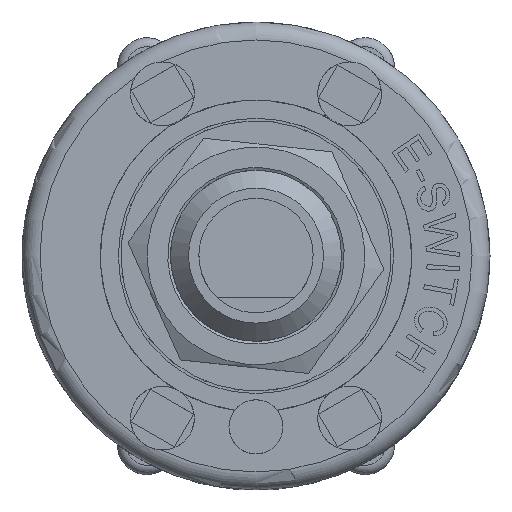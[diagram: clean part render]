
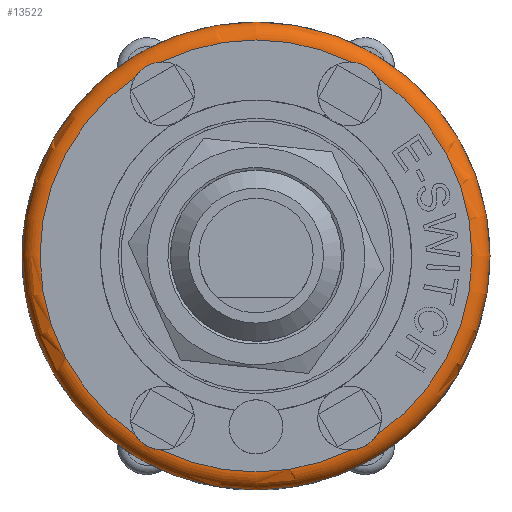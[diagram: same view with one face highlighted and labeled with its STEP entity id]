
A CAD part, top view. The second image highlights one B-rep face of the part: STEP entity #13522.
In plain terms, the highlighted toroidal (fillet/blend) face has major radius 12 mm and minor radius 1 mm.
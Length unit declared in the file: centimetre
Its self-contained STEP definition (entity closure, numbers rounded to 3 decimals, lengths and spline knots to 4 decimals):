
#28=TOROIDAL_SURFACE('',#14208,1.2,0.1);
#657=B_SPLINE_CURVE_WITH_KNOTS('',3,(#23256,#23257,#23258,#23259,#23260,
#23261,#23262,#23263,#23264,#23265,#23266,#23267),.UNSPECIFIED.,.F.,.F.,
(4,2,2,2,2,4),(-0.2692,-0.2446,-0.216,
-0.1921,-0.1645,-0.1357),.UNSPECIFIED.);
#658=B_SPLINE_CURVE_WITH_KNOTS('',3,(#23279,#23280,#23281,#23282,#23283,
#23284,#23285,#23286,#23287,#23288,#23289,#23290),.UNSPECIFIED.,.F.,.F.,
(4,2,2,2,2,4),(-0.2692,-0.2446,-0.216,
-0.1921,-0.1645,-0.1357),.UNSPECIFIED.);
#659=B_SPLINE_CURVE_WITH_KNOTS('',3,(#23307,#23308,#23309,#23310,#23311,
#23312,#23313,#23314,#23315,#23316,#23317,#23318),.UNSPECIFIED.,.F.,.F.,
(4,2,2,2,2,4),(-0.2692,-0.2446,-0.216,
-0.1921,-0.1645,-0.1357),.UNSPECIFIED.);
#660=B_SPLINE_CURVE_WITH_KNOTS('',3,(#23340,#23341,#23342,#23343,#23344,
#23345,#23346,#23347,#23348,#23349,#23350,#23351),.UNSPECIFIED.,.F.,.F.,
(4,2,2,2,2,4),(-0.2692,-0.2446,-0.216,
-0.1921,-0.1645,-0.1357),.UNSPECIFIED.);
#1825=FACE_OUTER_BOUND('',#2626,.T.);
#2626=EDGE_LOOP('',(#12437,#12438,#12439,#12440,#12441,#12442,#12443,#12444,
#12445,#12446,#12447,#12448));
#5661=CIRCLE('',#14161,1.3);
#5688=CIRCLE('',#14209,0.1);
#5689=CIRCLE('',#14210,1.2);
#5690=CIRCLE('',#14211,1.2);
#5691=CIRCLE('',#14212,1.2);
#5692=CIRCLE('',#14213,1.2);
#5693=CIRCLE('',#14214,1.2);
#6896=VERTEX_POINT('',#23218);
#6904=VERTEX_POINT('',#23254);
#6905=VERTEX_POINT('',#23255);
#6908=VERTEX_POINT('',#23277);
#6909=VERTEX_POINT('',#23278);
#6914=VERTEX_POINT('',#23305);
#6915=VERTEX_POINT('',#23306);
#6922=VERTEX_POINT('',#23338);
#6923=VERTEX_POINT('',#23339);
#6926=VERTEX_POINT('',#23361);
#8781=EDGE_CURVE('',#6896,#6896,#5661,.T.);
#8799=EDGE_CURVE('',#6904,#6905,#657,.T.);
#8805=EDGE_CURVE('',#6908,#6909,#658,.T.);
#8813=EDGE_CURVE('',#6914,#6915,#659,.T.);
#8823=EDGE_CURVE('',#6922,#6923,#660,.T.);
#8829=EDGE_CURVE('',#6896,#6926,#5688,.T.);
#8830=EDGE_CURVE('',#6926,#6914,#5689,.T.);
#8831=EDGE_CURVE('',#6915,#6908,#5690,.T.);
#8832=EDGE_CURVE('',#6909,#6904,#5691,.T.);
#8833=EDGE_CURVE('',#6905,#6922,#5692,.T.);
#8834=EDGE_CURVE('',#6923,#6926,#5693,.T.);
#12437=ORIENTED_EDGE('',*,*,#8781,.T.);
#12438=ORIENTED_EDGE('',*,*,#8829,.T.);
#12439=ORIENTED_EDGE('',*,*,#8830,.T.);
#12440=ORIENTED_EDGE('',*,*,#8813,.T.);
#12441=ORIENTED_EDGE('',*,*,#8831,.T.);
#12442=ORIENTED_EDGE('',*,*,#8805,.T.);
#12443=ORIENTED_EDGE('',*,*,#8832,.T.);
#12444=ORIENTED_EDGE('',*,*,#8799,.T.);
#12445=ORIENTED_EDGE('',*,*,#8833,.T.);
#12446=ORIENTED_EDGE('',*,*,#8823,.T.);
#12447=ORIENTED_EDGE('',*,*,#8834,.T.);
#12448=ORIENTED_EDGE('',*,*,#8829,.F.);
#13522=ADVANCED_FACE('',(#1825),#28,.T.);
#14161=AXIS2_PLACEMENT_3D('',#23219,#16802,#16803);
#14208=AXIS2_PLACEMENT_3D('',#23360,#16913,#16914);
#14209=AXIS2_PLACEMENT_3D('',#23362,#16915,#16916);
#14210=AXIS2_PLACEMENT_3D('',#23363,#16917,#16918);
#14211=AXIS2_PLACEMENT_3D('',#23364,#16919,#16920);
#14212=AXIS2_PLACEMENT_3D('',#23365,#16921,#16922);
#14213=AXIS2_PLACEMENT_3D('',#23366,#16923,#16924);
#14214=AXIS2_PLACEMENT_3D('',#23367,#16925,#16926);
#16802=DIRECTION('center_axis',(0.,0.,1.));
#16803=DIRECTION('ref_axis',(-1.,0.,0.));
#16913=DIRECTION('center_axis',(0.,0.,-1.));
#16914=DIRECTION('ref_axis',(-1.,0.,0.));
#16915=DIRECTION('center_axis',(0.,-1.,0.));
#16916=DIRECTION('ref_axis',(1.,0.,0.));
#16917=DIRECTION('center_axis',(0.,0.,-1.));
#16918=DIRECTION('ref_axis',(-1.,0.,0.));
#16919=DIRECTION('center_axis',(0.,0.,-1.));
#16920=DIRECTION('ref_axis',(-1.,0.,0.));
#16921=DIRECTION('center_axis',(0.,0.,-1.));
#16922=DIRECTION('ref_axis',(-1.,0.,0.));
#16923=DIRECTION('center_axis',(0.,0.,-1.));
#16924=DIRECTION('ref_axis',(-1.,0.,0.));
#16925=DIRECTION('center_axis',(0.,0.,-1.));
#16926=DIRECTION('ref_axis',(-1.,0.,0.));
#23218=CARTESIAN_POINT('',(1.3,0.,0.95));
#23219=CARTESIAN_POINT('Origin',(0.,0.,0.95));
#23254=CARTESIAN_POINT('',(-0.67,0.9955,1.05));
#23255=CARTESIAN_POINT('',(-0.5271,1.078,1.05));
#23256=CARTESIAN_POINT('Ctrl Pts',(-0.67,0.9955,
1.05));
#23257=CARTESIAN_POINT('Ctrl Pts',(-0.6646,1.0041,
1.05));
#23258=CARTESIAN_POINT('Ctrl Pts',(-0.6583,1.0124,
1.0498));
#23259=CARTESIAN_POINT('Ctrl Pts',(-0.6428,1.0294,
1.0491));
#23260=CARTESIAN_POINT('Ctrl Pts',(-0.6335,1.0377,
1.0488));
#23261=CARTESIAN_POINT('Ctrl Pts',(-0.615,1.051,1.0484));
#23262=CARTESIAN_POINT('Ctrl Pts',(-0.6061,1.0563,
1.0484));
#23263=CARTESIAN_POINT('Ctrl Pts',(-0.5859,1.0659,1.0487));
#23264=CARTESIAN_POINT('Ctrl Pts',(-0.5747,1.07,1.049));
#23265=CARTESIAN_POINT('Ctrl Pts',(-0.551,1.0759,1.0497));
#23266=CARTESIAN_POINT('Ctrl Pts',(-0.539,1.0775,
1.05));
#23267=CARTESIAN_POINT('Ctrl Pts',(-0.5271,1.078,
1.05));
#23277=CARTESIAN_POINT('',(-0.5271,-1.078,1.05));
#23278=CARTESIAN_POINT('',(-0.67,-0.9955,1.05));
#23279=CARTESIAN_POINT('Ctrl Pts',(-0.5271,-1.078,
1.05));
#23280=CARTESIAN_POINT('Ctrl Pts',(-0.5373,-1.0776,
1.05));
#23281=CARTESIAN_POINT('Ctrl Pts',(-0.5476,-1.0763,
1.0498));
#23282=CARTESIAN_POINT('Ctrl Pts',(-0.5701,-1.0714,1.0491));
#23283=CARTESIAN_POINT('Ctrl Pts',(-0.5819,-1.0675,
1.0488));
#23284=CARTESIAN_POINT('Ctrl Pts',(-0.6027,-1.0581,
1.0484));
#23285=CARTESIAN_POINT('Ctrl Pts',(-0.6117,-1.053,
1.0484));
#23286=CARTESIAN_POINT('Ctrl Pts',(-0.6301,-1.0404,
1.0487));
#23287=CARTESIAN_POINT('Ctrl Pts',(-0.6393,-1.0327,
1.049));
#23288=CARTESIAN_POINT('Ctrl Pts',(-0.6562,-1.0151,
1.0497));
#23289=CARTESIAN_POINT('Ctrl Pts',(-0.6637,-1.0055,
1.05));
#23290=CARTESIAN_POINT('Ctrl Pts',(-0.67,-0.9955,
1.05));
#23305=CARTESIAN_POINT('',(0.67,-0.9955,1.05));
#23306=CARTESIAN_POINT('',(0.5271,-1.078,1.05));
#23307=CARTESIAN_POINT('Ctrl Pts',(0.67,-0.9955,
1.05));
#23308=CARTESIAN_POINT('Ctrl Pts',(0.6646,-1.0041,
1.05));
#23309=CARTESIAN_POINT('Ctrl Pts',(0.6583,-1.0124,
1.0498));
#23310=CARTESIAN_POINT('Ctrl Pts',(0.6428,-1.0294,
1.0491));
#23311=CARTESIAN_POINT('Ctrl Pts',(0.6335,-1.0377,
1.0488));
#23312=CARTESIAN_POINT('Ctrl Pts',(0.615,-1.051,
1.0484));
#23313=CARTESIAN_POINT('Ctrl Pts',(0.6061,-1.0563,
1.0484));
#23314=CARTESIAN_POINT('Ctrl Pts',(0.5859,-1.0659,1.0487));
#23315=CARTESIAN_POINT('Ctrl Pts',(0.5747,-1.07,1.049));
#23316=CARTESIAN_POINT('Ctrl Pts',(0.551,-1.0759,
1.0497));
#23317=CARTESIAN_POINT('Ctrl Pts',(0.539,-1.0775,
1.05));
#23318=CARTESIAN_POINT('Ctrl Pts',(0.5271,-1.078,
1.05));
#23338=CARTESIAN_POINT('',(0.5271,1.078,1.05));
#23339=CARTESIAN_POINT('',(0.67,0.9955,1.05));
#23340=CARTESIAN_POINT('Ctrl Pts',(0.5271,1.078,1.05));
#23341=CARTESIAN_POINT('Ctrl Pts',(0.5373,1.0776,1.05));
#23342=CARTESIAN_POINT('Ctrl Pts',(0.5476,1.0763,1.0498));
#23343=CARTESIAN_POINT('Ctrl Pts',(0.5701,1.0714,1.0491));
#23344=CARTESIAN_POINT('Ctrl Pts',(0.5819,1.0675,1.0488));
#23345=CARTESIAN_POINT('Ctrl Pts',(0.6027,1.0581,1.0484));
#23346=CARTESIAN_POINT('Ctrl Pts',(0.6117,1.053,1.0484));
#23347=CARTESIAN_POINT('Ctrl Pts',(0.6301,1.0404,1.0487));
#23348=CARTESIAN_POINT('Ctrl Pts',(0.6393,1.0327,1.049));
#23349=CARTESIAN_POINT('Ctrl Pts',(0.6562,1.0151,1.0497));
#23350=CARTESIAN_POINT('Ctrl Pts',(0.6637,1.0055,1.05));
#23351=CARTESIAN_POINT('Ctrl Pts',(0.67,0.9955,
1.05));
#23360=CARTESIAN_POINT('Origin',(0.,0.,0.95));
#23361=CARTESIAN_POINT('',(1.2,0.,1.05));
#23362=CARTESIAN_POINT('Origin',(1.2,0.,0.95));
#23363=CARTESIAN_POINT('Origin',(0.,0.,1.05));
#23364=CARTESIAN_POINT('Origin',(0.,0.,1.05));
#23365=CARTESIAN_POINT('Origin',(0.,0.,1.05));
#23366=CARTESIAN_POINT('Origin',(0.,0.,1.05));
#23367=CARTESIAN_POINT('Origin',(0.,0.,1.05));
